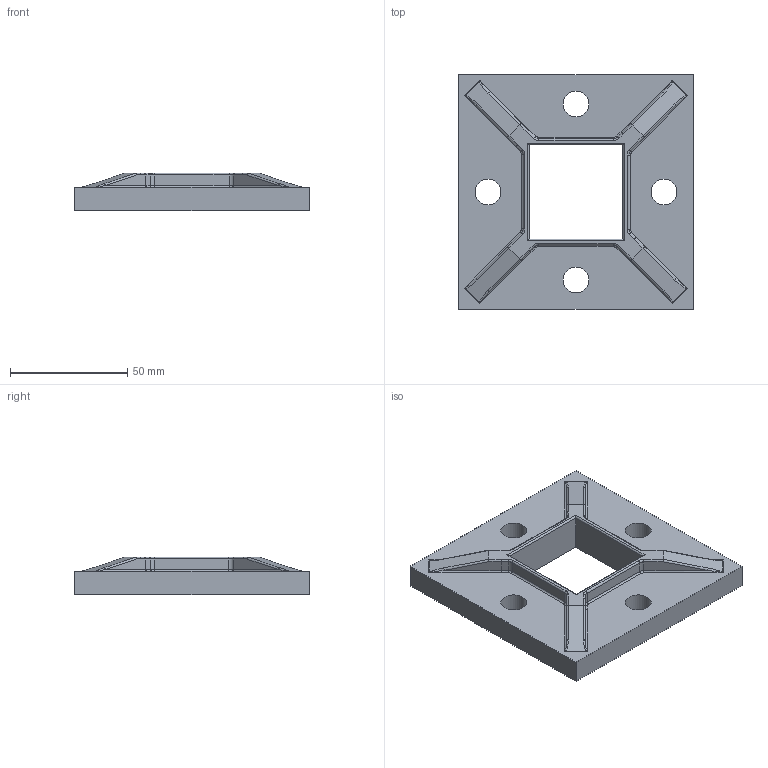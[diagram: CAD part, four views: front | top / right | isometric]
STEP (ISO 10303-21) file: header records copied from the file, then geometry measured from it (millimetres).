
FILE_DESCRIPTION(/* description */ (''),/* implementation_level */ '2;1');
FILE_NAME(/* name */ 'Flansch_X253.stp',/* time_stamp */ '2017-06-15T09:56:03+02:00',/* author */ (''),/* organization */ (''),/* preprocessor_version */ 'ST-DEVELOPER v16',/* originating_system */ 'SIEMENS PLM Software NX 11.0',/* authorisation */ '');
FILE_SCHEMA (('AUTOMOTIVE_DESIGN { 1 0 10303 214 3 1 1 1 }'));
Length unit declared in the file: millimetre
Products named in the file (1): Goge1D3CD327kvo4
Bounding box: 100 x 100 x 16 mm (x, y, z)
Volume: 37669.1 mm3; surface area: 31285.3 mm2
Topology: 1 solids, 1 shells, 183 faces, 461 edges, 285 vertices
Faces by surface type: cylinder 84, plane 75, torus 16, bspline 8
Full cylindrical faces by diameter (mm): 11 x4
Entity records: 5776 total; most frequent: CARTESIAN_POINT 1248, DIRECTION 1002, ORIENTED_EDGE 908, EDGE_CURVE 454, AXIS2_PLACEMENT_3D 372, VERTEX_POINT 282, LINE 258, VECTOR 258
